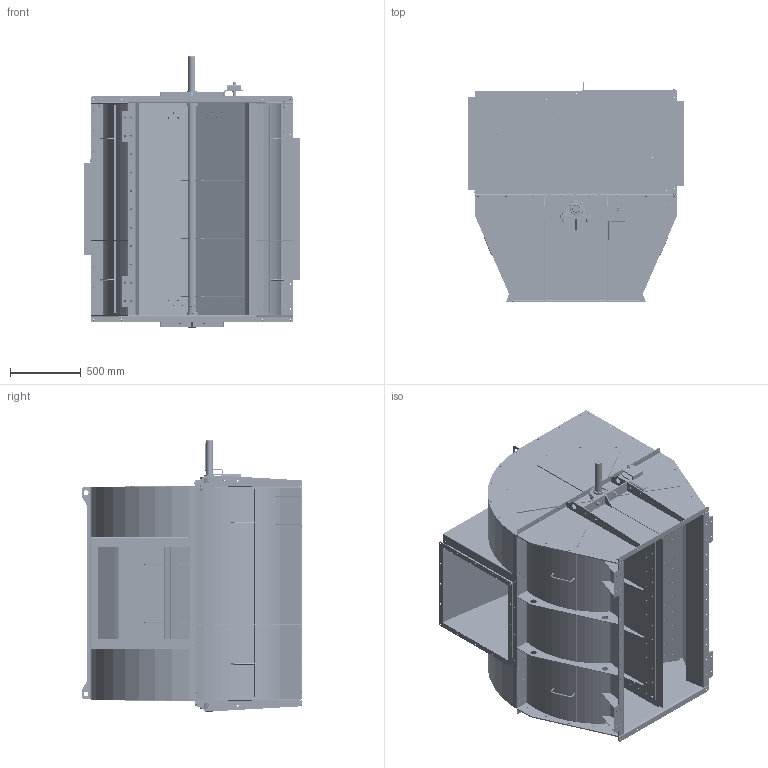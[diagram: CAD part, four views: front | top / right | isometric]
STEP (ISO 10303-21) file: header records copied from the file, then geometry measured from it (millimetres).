
FILE_DESCRIPTION (( 'STEP AP203' ), '1' );
FILE_NAME ('RSGG-125-15 - 23-10.STEP', '2023-10-24T10:44:36', ( '' ), ( '' ), 'SwSTEP 2.0', 'SolidWorks 2022', '' );
FILE_SCHEMA (( 'CONFIG_CONTROL_DESIGN' ));
Length unit declared in the file: millimetre
Products named in the file (81): RS-M002-08 - ASSY COVER; RS-S040-05 REINFORCEMENT_Výchozí; RS-S043-00 WLDM SIDE; RS-S102-03 - SPACER RING_Výchozí; ISO 4017 M16X60-10.9 - SROUB SE SESTIHRANNOU HLAVOU; SPOJ M10x30 - SMP; RS-S056-05 - FLANGE_Výchozí; RS-S101-02 - FLANGE_Výchozí; CV-S004-02 - HANDLE RO_Výchozí; ISO 4017 M8X15 - HEXAGON HEAD SCREW; RS-D000-21 - FELT RING_Výchozí; RS-S041-06 - FLANGE_Výchozí; DIN 127 16 - PODLOZKA; NUT WELD - NW_M8; RS-S041-00 WLDM SIFTER; ISO 4032 M16-10 - HEXAGON NUT; RS-S101-08 - FLANGE SUPPORT_Výchozí; ISO 4762 M16X90-12.9 - SOCKET HEAD CAP SCREW; SPOJ M16x60 - SMP; RP-S136-02 - STRIP_Výchozí; DIN 934 M16 - SESTIHRANNA MATICE; RS-S043-01 SIDE_Výchozí; RS-S102-00 - WLDM ROTOR_Výchozí; RS-S056-08 - L_Výchozí; ISO 7089 8 - PODLOZKA; ISO 4017 M10X40-10.9 - SROUB SE SESTIHRANNOU HLAVOU; RS-S056-08 - COVER-MIRR_Výchozí; RS-S041-04 SIFTER 3_Výchozí; ISO 4017 M8X20-10.9 - HEXAGON HEAD SCREW; CSN 02 1455 M8 - MATICE; RP-S136-01 - ANGLE_Výchozí; RS-S102-01 - SHAFT_Výchozí; RS-S056-07 - FLANGE SUPPORT_Výchozí; RS-S041-01 SIFTER 1_Výchozí; RS-S041-10 SIFTER 2-MIRR_Výchozí; RS-S040-04 GUFERO HOLDER_Výchozí; RS-S042-00 WLDM SIDE; DIN 125 T1 10,5 - PODLOZKA; ISO 4017 M10X30-10.9 - SROUB SE SESTIHRANNOU HLAVOU; SPOJ KONTRA IMBUS - M16x90 - SMMP_Výchozí ...
Assembly tree (266 placements, depth 4):
  RSGG-125-15 - 23-10
    RS-S042-00 WLDM SIDE
      RS-S042-01 SIDE_Výchozí
      RS-S042-02 FLANGE_Výchozí  x2
      CV-S004-02 - HANDLE RO_Výchozí  x2
      RS-S042-03 STRIP_Výchozí  x4
      RS-S042-04 - SUPPORT_Výchozí  x2
    RS-S043-00 WLDM SIDE
      RS-S043-01 SIDE_Výchozí
      RS-S042-02 FLANGE_Výchozí  x2
      CV-S004-02 - HANDLE RO_Výchozí  x2
      RS-S042-03 STRIP_Výchozí  x4
      RS-S042-04 - SUPPORT_Výchozí  x2
    RS-S040-00 WLDM FRONT  x2
      RS-S040-01 FRONT_Výchozí
      RS-S040-02 REINFORCEMENT_Výchozí
      RS-S040-03 BEARING SUPPORT_Výchozí
      RS-S040-04 GUFERO HOLDER_Výchozí
      RS-S040-05 REINFORCEMENT_Výchozí
      CSN 02 1455 M8 - MATICE
    RS-S041-00 WLDM SIFTER
      RS-S041-01 SIFTER 1_Výchozí  x2
      RS-S041-03 SIFTER 2_Výchozí
      RS-S041-04 SIFTER 3_Výchozí
      RS-S041-05 FLANGE_Výchozí
      RS-S041-06 - FLANGE_Výchozí  x2
      RS-S041-07 - FLANGE_Výchozí
      RS-S041-09 SLIDE_Výchozí
      CSN 02 1455 M8 - MATICE  x46
      RS-S041-10 SIFTER 2-MIRR_Výchozí
    RS-M002-08 - ASSY COVER
      RS-S056-00 - WLDM COVER
        RS-S056-01 - COVER_Výchozí
        RS-S056-03 - FLANGE_Výchozí  x2
        RS-S056-04 - COVER_Výchozí
        RS-S056-05 - FLANGE_Výchozí  x2
        RS-S056-06 - FLANGE_Výchozí  x2
        RS-S056-07 - FLANGE SUPPORT_Výchozí  x2
        NUT WELD - NW_M8  x24
        RS-S056-08 - COVER-MIRR_Výchozí
        RS-S056-08 - L_Výchozí
      RS-D000-50 - COVER_Výchozí
      RS-S101-00 - WLDM COVER
        RS-S101-03 - COVER_Výchozí
        RS-S101-02 - FLANGE_Výchozí  x2
        RS-S101-04 - FLANGE_Výchozí  x2
        RS-S101-08 - FLANGE SUPPORT_Výchozí  x2
      ŠROUB M8x15 - P_Výchozí  x3
        ISO 4017 M8X15 - HEXAGON HEAD SCREW
        ISO 7089 8 - PODLOZKA
      RS-D000-51 - COVER-MIRR_Výchozí
    RS-M003-14 - ASSY ROTOR_Výchozí
      RS-S102-00 - WLDM ROTOR_Výchozí
        RS-S102-01 - SHAFT_Výchozí
        RS-S102-02 - BLADE HOLDER_Výchozí  x6
        RS-S102-03 - SPACER RING_Výchozí
        RS-S102-03 - SPACER RING_Výchozí
        RS-S102-04 - REINFORCEMENT_Výchozí  x24
      RS-D000-52 - PUSH BAR-1_Výchozí  x6
      RS-D000-48 - SEALING BLADE-1_Výchozí  x12
Bounding box: 1534.4 x 1555 x 1920 mm (x, y, z)
Volume: 107547200 mm3; surface area: 51555544.1 mm2
Topology: 306 solids, 306 shells, 11160 faces, 28590 edges, 18312 vertices
Faces by surface type: plane 5885, cylinder 3335, cone 1698, torus 156, sphere 72, bspline 14
Entity records: 105021 total; most frequent: CARTESIAN_POINT 18862, DIRECTION 15765, ORIENTED_EDGE 14432, EDGE_CURVE 7216, AXIS2_PLACEMENT_3D 5898, VERTEX_POINT 4588, VECTOR 3969, LINE 3969
